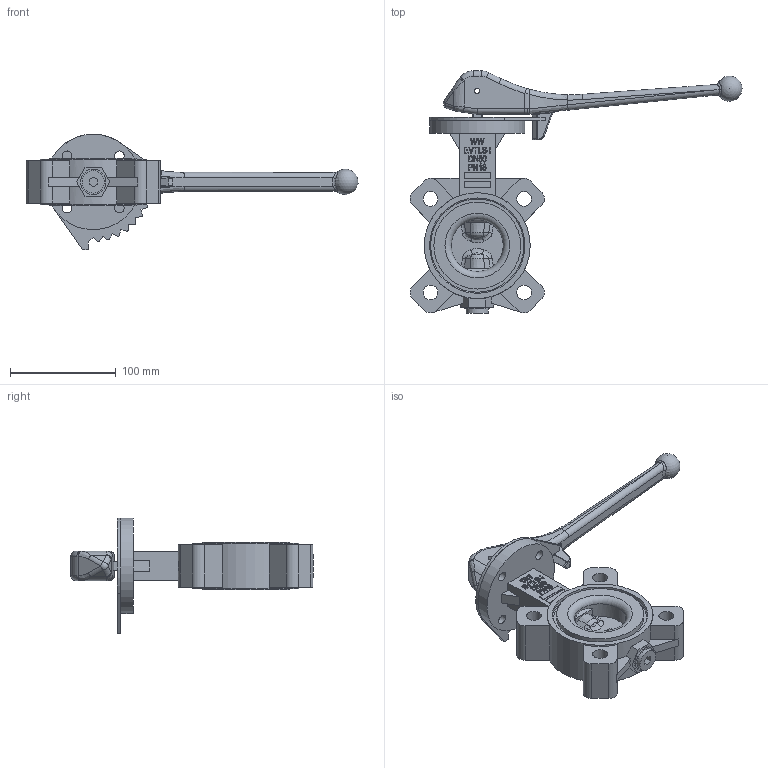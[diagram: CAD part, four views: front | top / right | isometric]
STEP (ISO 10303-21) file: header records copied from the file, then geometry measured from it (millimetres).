
FILE_DESCRIPTION(/* description */ ('STEP AP203'),/* implementation_level */ '2;1');
FILE_NAME(/* name */ '2316bs50_stp_1.step',/* time_stamp */ '2025-10-23T13:33:27+02:00',/* author */ (''),/* organization */ (''),/* preprocessor_version */ 'ST-DEVELOPER v20.1',/* originating_system */ 'Autodesk Translation Framework v14.17.0.0',/* authorisation */ '');
FILE_SCHEMA (('AUTOMOTIVE_DESIGN { 1 0 10303 214 3 1 1 }'));
Length unit declared in the file: millimetre
Products named in the file (2): EVTLS-i DN50 PN16 F07-L9; EV-SERIES LEVER L1
Assembly tree (1 placements, depth 2):
  EVTLS-i DN50 PN16 F07-L9
    EV-SERIES LEVER L1
Bounding box: 313.39 x 228.7 x 109 mm (x, y, z)
Volume: 665534.9 mm3; surface area: 125313.6 mm2
Topology: 2 solids, 2 shells, 600 faces, 1561 edges, 990 vertices
Faces by surface type: plane 315, bspline 135, cylinder 99, torus 32, cone 13, sphere 6
Full cylindrical faces by diameter (mm): 5 x1, 9 x4, 12 x1, 14 x4, 16 x1, 21 x1, 24 x1, 49 x1, 55 x1, 82 x2, 90 x3, 100 x1
Entity records: 25925 total; most frequent: CARTESIAN_POINT 11754, ORIENTED_EDGE 3094, DIRECTION 2589, EDGE_CURVE 1547, VERTEX_POINT 990, LINE 901, VECTOR 901, AXIS2_PLACEMENT_3D 844
